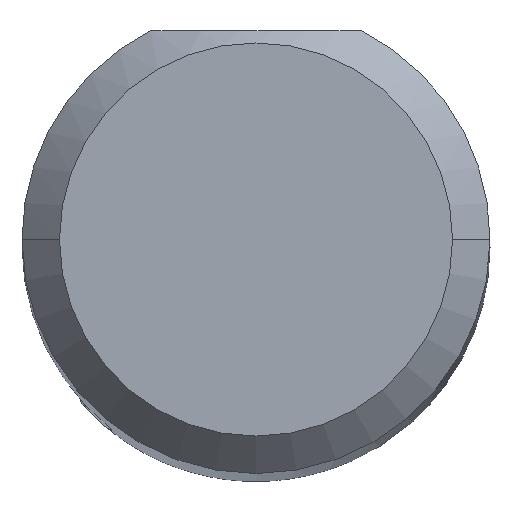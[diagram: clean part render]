
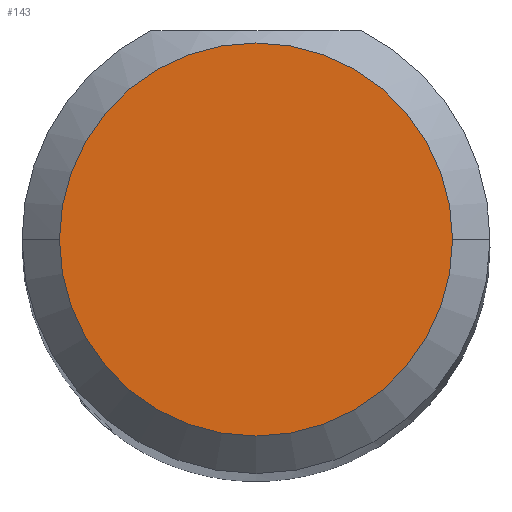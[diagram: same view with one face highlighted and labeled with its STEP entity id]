
A CAD part, top view. The second image highlights one B-rep face of the part: STEP entity #143.
In plain terms, the highlighted planar face has unit normal (0, 0, 1).
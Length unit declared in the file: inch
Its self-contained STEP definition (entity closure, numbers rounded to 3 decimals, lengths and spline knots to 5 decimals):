
#35 = CARTESIAN_POINT ( 'NONE',  ( 0., 0., 2. ) ) ;
#36 = VERTEX_POINT ( 'NONE', #283 ) ;
#60 = DIRECTION ( 'NONE',  ( 1., 0., 0. ) ) ;
#76 = EDGE_CURVE ( 'NONE', #484, #36, #250, .T. ) ;
#97 = ORIENTED_EDGE ( 'NONE', *, *, #462, .T. ) ;
#102 = EDGE_LOOP ( 'NONE', ( #727, #97 ) ) ;
#143 = ADVANCED_FACE ( 'NONE', ( #450 ), #170, .T. ) ;
#170 = PLANE ( 'NONE',  #540 ) ;
#174 = DIRECTION ( 'NONE',  ( 0., 0., 1. ) ) ;
#238 = CARTESIAN_POINT ( 'NONE',  ( -0.07875, 0., 2. ) ) ;
#244 = DIRECTION ( 'NONE',  ( 0., 0., 1. ) ) ;
#250 = CIRCLE ( 'NONE', #362, 0.07875 ) ;
#283 = CARTESIAN_POINT ( 'NONE',  ( 0.07875, 0., 2. ) ) ;
#289 = DIRECTION ( 'NONE',  ( 0., 0., 1. ) ) ;
#294 = DIRECTION ( 'NONE',  ( 1., 0., 0. ) ) ;
#358 = CARTESIAN_POINT ( 'NONE',  ( 0., 0., 2. ) ) ;
#362 = AXIS2_PLACEMENT_3D ( 'NONE', #580, #174, #294 ) ;
#450 = FACE_OUTER_BOUND ( 'NONE', #102, .T. ) ;
#462 = EDGE_CURVE ( 'NONE', #36, #484, #527, .T. ) ;
#484 = VERTEX_POINT ( 'NONE', #238 ) ;
#489 = AXIS2_PLACEMENT_3D ( 'NONE', #358, #289, #60 ) ;
#527 = CIRCLE ( 'NONE', #489, 0.07875 ) ;
#540 = AXIS2_PLACEMENT_3D ( 'NONE', #35, #244, #655 ) ;
#580 = CARTESIAN_POINT ( 'NONE',  ( 0., 0., 2. ) ) ;
#655 = DIRECTION ( 'NONE',  ( 1., 0., 0. ) ) ;
#727 = ORIENTED_EDGE ( 'NONE', *, *, #76, .T. ) ;
